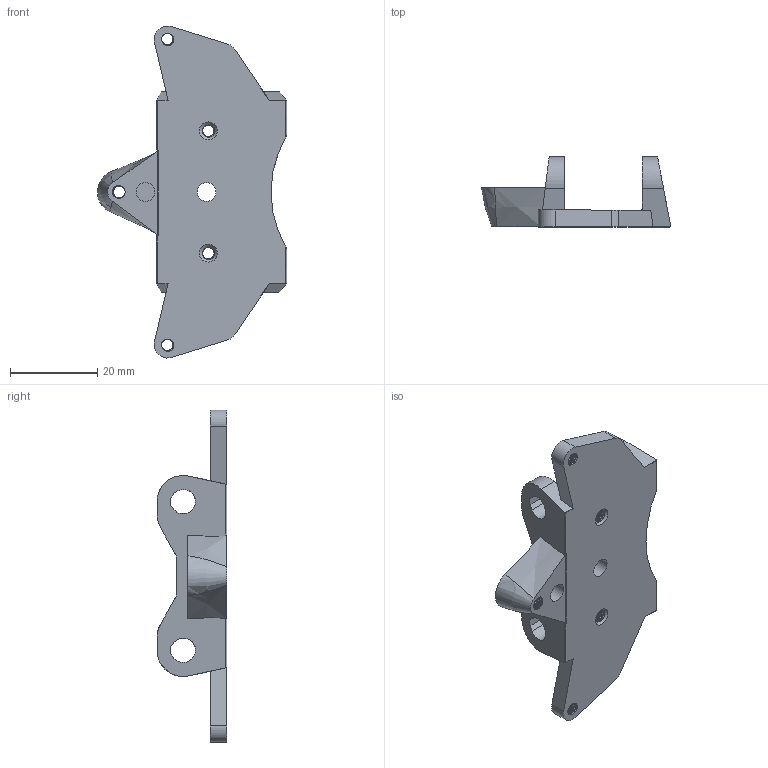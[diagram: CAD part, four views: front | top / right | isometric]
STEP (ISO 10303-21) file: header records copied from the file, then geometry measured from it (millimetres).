
FILE_DESCRIPTION(('FreeCAD Model'),'2;1');
FILE_NAME('Open CASCADE Shape Model','2023-04-26T12:21:52',(''),(''), 'Open CASCADE STEP processor 7.6','FreeCAD','Unknown');
FILE_SCHEMA(('AUTOMOTIVE_DESIGN { 1 0 10303 214 1 1 1 1 }'));
Products named in the file (1): Mirrored119
Bounding box: 43.31 x 16 x 75.99 mm (x, y, z)
Volume: 11377.2 mm3; surface area: 7173.4 mm2
Topology: 1 solids, 1 shells, 282 faces, 698 edges, 419 vertices
Faces by surface type: bspline 147, cylinder 75, plane 47, cone 13
Full cylindrical faces by diameter (mm): 2.6 x20, 2.7 x16, 4.3 x2
Entity records: 49561 total; most frequent: CARTESIAN_POINT 37938, ORIENTED_EDGE 1396, PCURVE 1396, DEFINITIONAL_REPRESENTATION 1396, DIRECTION 1303, B_SPLINE_CURVE_WITH_KNOTS 1119, LINE 784, VECTOR 784
